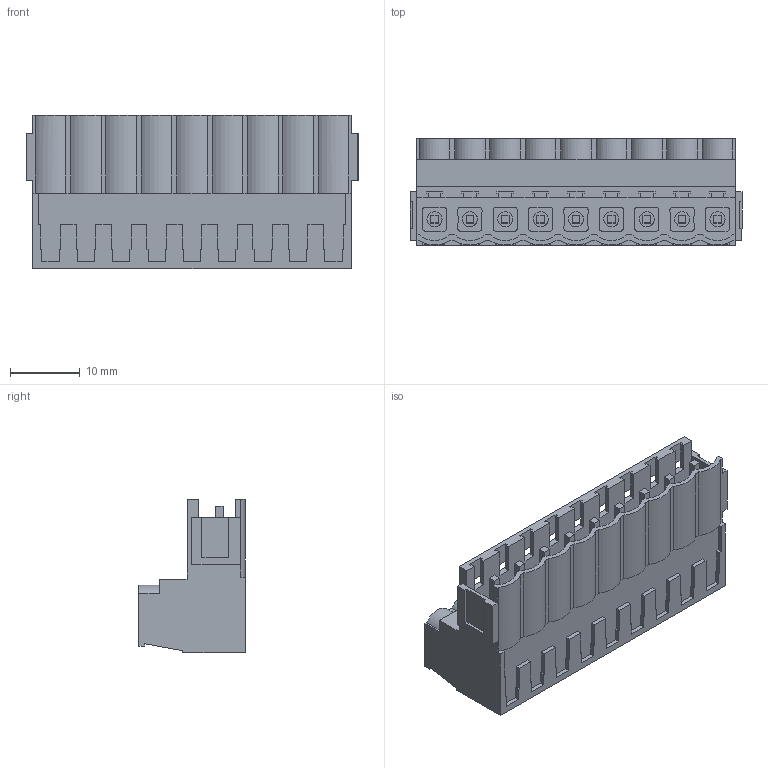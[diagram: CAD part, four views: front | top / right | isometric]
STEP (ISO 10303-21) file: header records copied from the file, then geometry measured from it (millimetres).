
FILE_DESCRIPTION(('CATIA V5 STEP Exchange','CAx-IF Rec.Pracs.--- Model Styling and Organization---1.4--- 2014-01-23'),'2;1');
FILE_NAME ('D1453768_1_1627310000_1627310000.stp','2022-08-02T11:12:02+00:00',('none'),('Weidmueller'),'CATIA Version 5-6 Release 2016 SP3 HF44','CATIA V5 STEP AP214','none');
FILE_SCHEMA(('AUTOMOTIVE_DESIGN { 1 0 10303 214 1 1 1 1 }'));
Length unit declared in the file: millimetre
Products named in the file (1): 1627310000
Bounding box: 47.68 x 15.3 x 22.05 mm (x, y, z)
Volume: 7871.5 mm3; surface area: 6973.3 mm2
Topology: 19 solids, 19 shells, 652 faces, 1700 edges, 1122 vertices
Faces by surface type: plane 499, cylinder 117, extrusion 36
Entity records: 19507 total; most frequent: CARTESIAN_POINT 4606, ORIENTED_EDGE 3400, DIRECTION 2377, EDGE_CURVE 1700, VECTOR 1392, LINE 1356, VERTEX_POINT 1122, EDGE_LOOP 706
